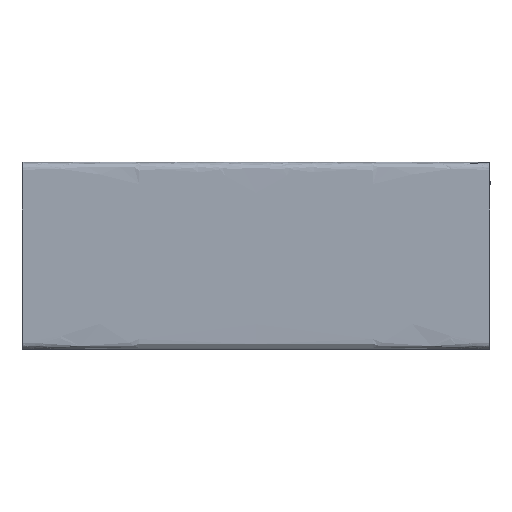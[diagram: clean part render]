
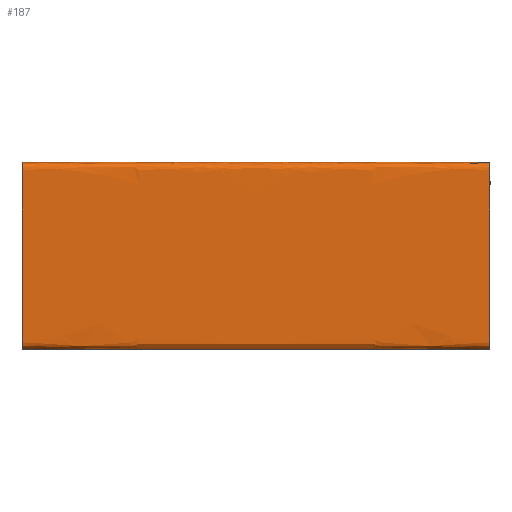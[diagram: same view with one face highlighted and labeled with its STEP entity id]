
A CAD part, left-side view. The second image highlights one B-rep face of the part: STEP entity #187.
In plain terms, the highlighted free-form (B-spline) face has degree [1, 2] with [2, 9] control points.
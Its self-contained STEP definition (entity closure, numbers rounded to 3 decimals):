
#187=ADVANCED_FACE($,(#285),#1263,.T.);
#285=FACE_OUTER_BOUND($,#383,.T.);
#383=EDGE_LOOP($,(#543,#544,#545,#546));
#543=ORIENTED_EDGE($,*,*,#935,.T.);
#544=ORIENTED_EDGE($,*,*,#926,.F.);
#545=ORIENTED_EDGE($,*,*,#925,.F.);
#546=ORIENTED_EDGE($,*,*,#924,.T.);
#924=EDGE_CURVE($,#1129,#1133,#1543,.T.);
#925=EDGE_CURVE($,#1129,#1130,#1370,.T.);
#926=EDGE_CURVE($,#1130,#1136,#1544,.T.);
#935=EDGE_CURVE($,#1133,#1136,#1373,.T.);
#1129=VERTEX_POINT($,#2009);
#1130=VERTEX_POINT($,#2010);
#1133=VERTEX_POINT($,#2013);
#1136=VERTEX_POINT($,#2016);
#1263=(
BOUNDED_SURFACE()
B_SPLINE_SURFACE(1,2,((#1991,#1992,#1993,#1994,#1995,#1996,#1997,#1998,#1999),
(#2000,#2001,#2002,#2003,#2004,#2005,#2006,#2007,#2008)),.UNSPECIFIED.,.F.,
.F.,.F.)
B_SPLINE_SURFACE_WITH_KNOTS((2,2),(3,2,2,2,3),(0.,1.25),(-0.671,
-0.441,-0.41,0.,0.031),.UNSPECIFIED.)
GEOMETRIC_REPRESENTATION_ITEM()
RATIONAL_B_SPLINE_SURFACE(((1.,1.,1.,0.707,1.,1.,1.,0.707,
1.),(1.,1.,1.,0.707,1.,1.,1.,0.707,1.)))
REPRESENTATION_ITEM($)
SURFACE()
);
#1370=B_SPLINE_CURVE_WITH_KNOTS($,1,(#1882,#1883),.UNSPECIFIED.,.F.,.F.,
(2,2),(0.,1.25),.UNSPECIFIED.);
#1373=B_SPLINE_CURVE_WITH_KNOTS($,1,(#1939,#1940),.UNSPECIFIED.,.F.,.F.,
(2,2),(0.,1.25),.UNSPECIFIED.);
#1543=(
BOUNDED_CURVE()
B_SPLINE_CURVE(2,(#1873,#1874,#1875,#1876,#1877,#1878,#1879,#1880,#1881),
.UNSPECIFIED.,.F.,.F.)
B_SPLINE_CURVE_WITH_KNOTS((3,2,2,2,3),(-0.031,0.,0.41,0.441,
0.671),.UNSPECIFIED.)
CURVE()
GEOMETRIC_REPRESENTATION_ITEM()
RATIONAL_B_SPLINE_CURVE((1.,0.707,1.,1.,1.,0.707,
1.,1.,1.))
REPRESENTATION_ITEM($)
);
#1544=(
BOUNDED_CURVE()
B_SPLINE_CURVE(2,(#1884,#1885,#1886,#1887,#1888,#1889,#1890,#1891,#1892),
.UNSPECIFIED.,.F.,.F.)
B_SPLINE_CURVE_WITH_KNOTS((3,2,2,2,3),(-0.031,0.,0.41,0.441,
0.671),.UNSPECIFIED.)
CURVE()
GEOMETRIC_REPRESENTATION_ITEM()
RATIONAL_B_SPLINE_CURVE((1.,0.707,1.,1.,1.,0.707,
1.,1.,1.))
REPRESENTATION_ITEM($)
);
#1873=CARTESIAN_POINT($,(-0.98,-0.63,0.));
#1874=CARTESIAN_POINT($,(-1.,-0.63,0.));
#1875=CARTESIAN_POINT($,(-1.,-0.63,0.02));
#1876=CARTESIAN_POINT($,(-1.,-0.63,0.225));
#1877=CARTESIAN_POINT($,(-1.,-0.63,0.48));
#1878=CARTESIAN_POINT($,(-1.,-0.63,0.5));
#1879=CARTESIAN_POINT($,(-0.98,-0.63,0.5));
#1880=CARTESIAN_POINT($,(-0.865,-0.63,0.5));
#1881=CARTESIAN_POINT($,(-0.6,-0.63,0.5));
#1882=CARTESIAN_POINT($,(-0.98,-0.63,0.));
#1883=CARTESIAN_POINT($,(-0.98,0.62,0.));
#1884=CARTESIAN_POINT($,(-0.98,0.62,0.));
#1885=CARTESIAN_POINT($,(-1.,0.62,0.));
#1886=CARTESIAN_POINT($,(-1.,0.62,0.02));
#1887=CARTESIAN_POINT($,(-1.,0.62,0.225));
#1888=CARTESIAN_POINT($,(-1.,0.62,0.48));
#1889=CARTESIAN_POINT($,(-1.,0.62,0.5));
#1890=CARTESIAN_POINT($,(-0.98,0.62,0.5));
#1891=CARTESIAN_POINT($,(-0.865,0.62,0.5));
#1892=CARTESIAN_POINT($,(-0.6,0.62,0.5));
#1939=CARTESIAN_POINT($,(-0.6,-0.63,0.5));
#1940=CARTESIAN_POINT($,(-0.6,0.62,0.5));
#1991=CARTESIAN_POINT($,(-0.6,-0.63,0.5));
#1992=CARTESIAN_POINT($,(-0.865,-0.63,0.5));
#1993=CARTESIAN_POINT($,(-0.98,-0.63,0.5));
#1994=CARTESIAN_POINT($,(-1.,-0.63,0.5));
#1995=CARTESIAN_POINT($,(-1.,-0.63,0.48));
#1996=CARTESIAN_POINT($,(-1.,-0.63,0.225));
#1997=CARTESIAN_POINT($,(-1.,-0.63,0.02));
#1998=CARTESIAN_POINT($,(-1.,-0.63,0.));
#1999=CARTESIAN_POINT($,(-0.98,-0.63,0.));
#2000=CARTESIAN_POINT($,(-0.6,0.62,0.5));
#2001=CARTESIAN_POINT($,(-0.865,0.62,0.5));
#2002=CARTESIAN_POINT($,(-0.98,0.62,0.5));
#2003=CARTESIAN_POINT($,(-1.,0.62,0.5));
#2004=CARTESIAN_POINT($,(-1.,0.62,0.48));
#2005=CARTESIAN_POINT($,(-1.,0.62,0.225));
#2006=CARTESIAN_POINT($,(-1.,0.62,0.02));
#2007=CARTESIAN_POINT($,(-1.,0.62,0.));
#2008=CARTESIAN_POINT($,(-0.98,0.62,0.));
#2009=CARTESIAN_POINT($,(-0.98,-0.63,0.));
#2010=CARTESIAN_POINT($,(-0.98,0.62,0.));
#2013=CARTESIAN_POINT($,(-0.6,-0.63,0.5));
#2016=CARTESIAN_POINT($,(-0.6,0.62,0.5));
